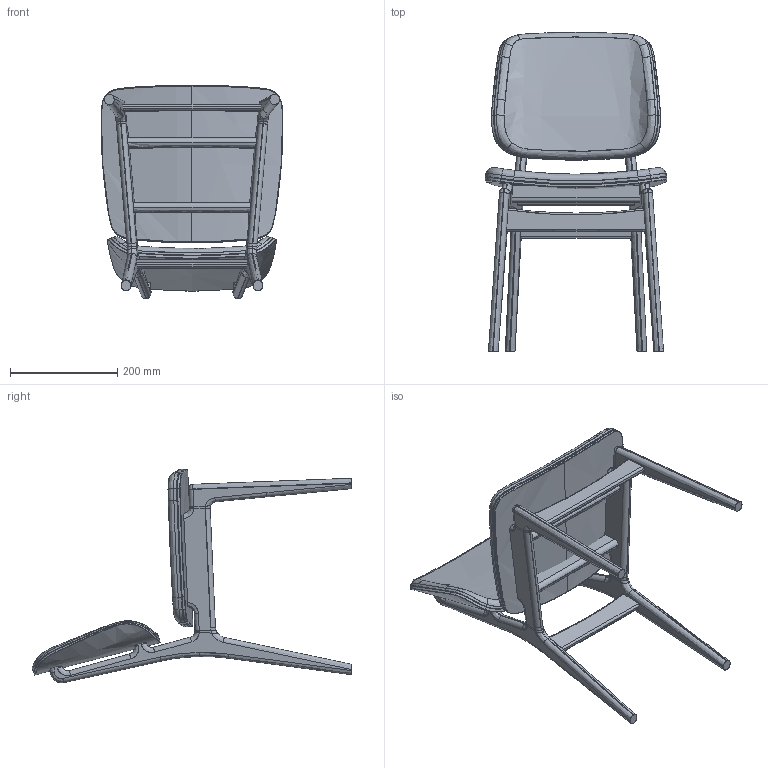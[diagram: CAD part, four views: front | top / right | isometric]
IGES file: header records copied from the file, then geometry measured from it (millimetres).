
Start section: SolidWorks IGES file using analytic representation for surfaces
Global section: file name: 3D Cadeira CHLOE.IGS; native system: SolidWorks 2017; preprocessor: SolidWorks 2017; author: Adao; date: 180308.162358; units: millimetre
Bounding box: 338.91 x 595.15 x 398.32 mm (x, y, z)
Surface area: 995013.2 mm2 (no closed solid volume)
Topology: 0 solids, 0 shells, 465 faces, 4592 edges, 4590 vertices
Faces by surface type: bspline 332, revolution 133
